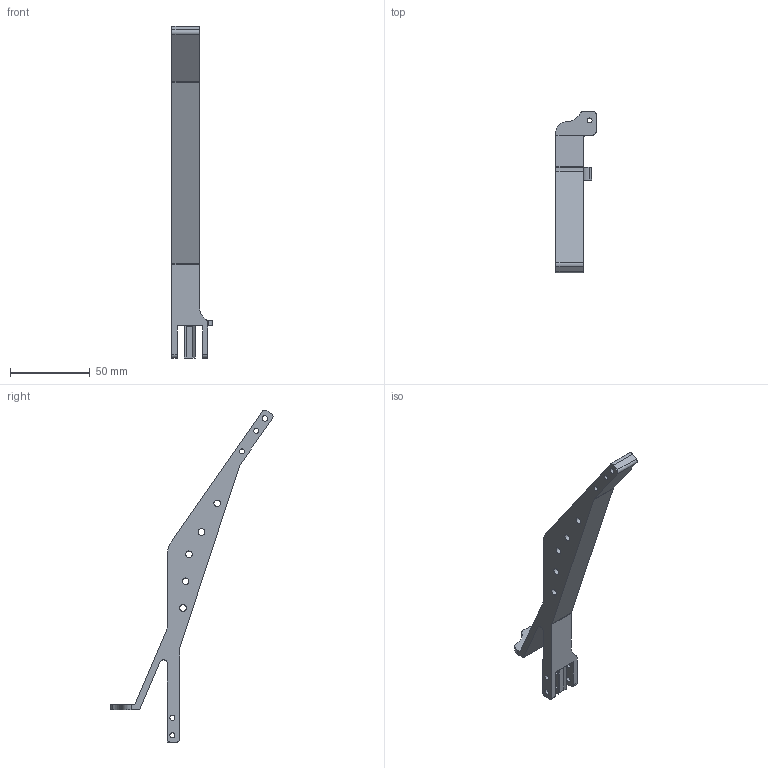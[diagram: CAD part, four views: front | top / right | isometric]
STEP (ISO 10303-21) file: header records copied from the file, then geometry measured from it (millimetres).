
FILE_DESCRIPTION(/* description */ (''),/* implementation_level */ '2;1');
FILE_NAME(/* name */ '',/* time_stamp */ '2025-01-22T17:53:27+03:00',/* author */ ('Phantom'),/* organization */ (''),/* preprocessor_version */ 'ST-DEVELOPER v20',/* originating_system */ 'Autodesk Inventor 2025',/* authorisation */ '');
FILE_SCHEMA (('AUTOMOTIVE_DESIGN { 1 0 10303 214 3 1 1 }'));
Length unit declared in the file: millimetre
Products named in the file (1): палка
Bounding box: 25.2 x 101.85 x 208.63 mm (x, y, z)
Volume: 51789.3 mm3; surface area: 18334.4 mm2
Topology: 1 solids, 2 shells, 73 faces, 203 edges, 135 vertices
Faces by surface type: plane 39, cylinder 34
Full cylindrical faces by diameter (mm): 3.1 x1, 3.15 x2, 3.2 x6, 3.465 x1, 4.15 x5
Entity records: 2459 total; most frequent: DIRECTION 420, CARTESIAN_POINT 412, ORIENTED_EDGE 406, EDGE_CURVE 203, AXIS2_PLACEMENT_3D 143, VERTEX_POINT 135, LINE 134, VECTOR 134
